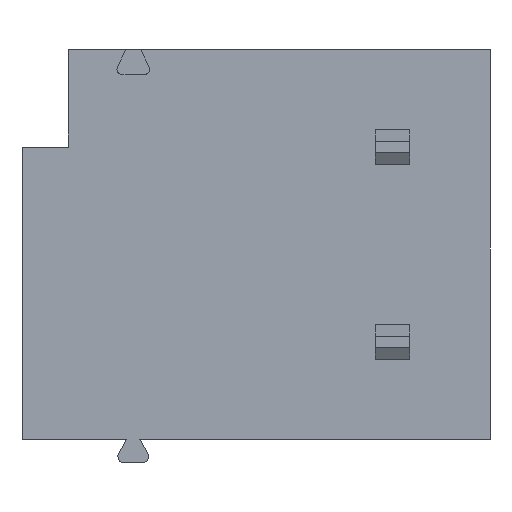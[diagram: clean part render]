
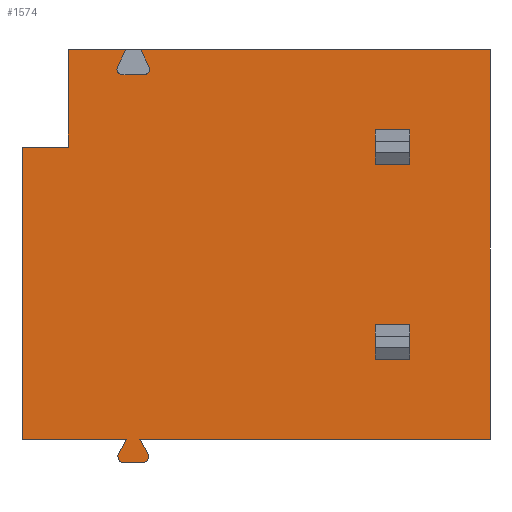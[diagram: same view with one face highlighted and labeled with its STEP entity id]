
A CAD part, front view. The second image highlights one B-rep face of the part: STEP entity #1574.
In plain terms, the highlighted planar face has unit normal (0, -1, 0).
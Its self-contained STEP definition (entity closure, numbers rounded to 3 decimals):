
#69=DIRECTION('',(1.,0.,0.));
#70=VECTOR('',#69,9.11);
#71=CARTESIAN_POINT('',(-3.27,-17.199,7.62));
#72=LINE('',#71,#70);
#85=DIRECTION('',(1.,0.,0.));
#86=VECTOR('',#85,1.51);
#87=CARTESIAN_POINT('',(-5.16,-17.199,7.62));
#88=LINE('',#87,#86);
#93=DIRECTION('',(1.,0.,0.));
#94=VECTOR('',#93,1.2);
#95=CARTESIAN_POINT('',(-6.36,-17.199,5.08));
#96=LINE('',#95,#94);
#97=DIRECTION('',(0.,0.,-1.));
#98=VECTOR('',#97,2.54);
#99=CARTESIAN_POINT('',(-5.16,-17.199,7.62));
#100=LINE('',#99,#98);
#101=DIRECTION('',(-0.432,0.,-0.902));
#102=VECTOR('',#101,0.514);
#103=CARTESIAN_POINT('',(-3.65,-17.199,7.62));
#104=LINE('',#103,#102);
#105=CARTESIAN_POINT('',(-3.755,-17.199,7.1));
#106=DIRECTION('',(0.,-1.,0.));
#107=DIRECTION('',(-0.902,0.,0.432));
#108=AXIS2_PLACEMENT_3D('',#105,#106,#107);
#110=DIRECTION('',(1.,0.,0.));
#111=VECTOR('',#110,0.59);
#112=CARTESIAN_POINT('',(-3.755,-17.199,6.97));
#113=LINE('',#112,#111);
#114=CARTESIAN_POINT('',(-3.165,-17.199,7.1));
#115=DIRECTION('',(0.,-1.,0.));
#116=DIRECTION('',(0.,0.,-1.));
#117=AXIS2_PLACEMENT_3D('',#114,#115,#116);
#119=DIRECTION('',(-0.432,0.,0.902));
#120=VECTOR('',#119,0.514);
#121=CARTESIAN_POINT('',(-3.048,-17.199,7.156));
#122=LINE('',#121,#120);
#123=DIRECTION('',(-0.48,0.,0.877));
#124=VECTOR('',#123,0.431);
#125=CARTESIAN_POINT('',(-3.078,-17.199,
-2.918));
#126=LINE('',#125,#124);
#127=CARTESIAN_POINT('',(-3.21,-17.199,
-2.99));
#128=DIRECTION('',(0.,-1.,0.));
#129=DIRECTION('',(0.,0.,-1.));
#130=AXIS2_PLACEMENT_3D('',#127,#128,#129);
#132=DIRECTION('',(1.,0.,0.));
#133=VECTOR('',#132,0.5);
#134=CARTESIAN_POINT('',(-3.71,-17.199,
-3.14));
#135=LINE('',#134,#133);
#136=CARTESIAN_POINT('',(-3.71,-17.199,
-2.99));
#137=DIRECTION('',(0.,-1.,0.));
#138=DIRECTION('',(-0.877,0.,0.48));
#139=AXIS2_PLACEMENT_3D('',#136,#137,#138);
#141=DIRECTION('',(-0.48,0.,-0.877));
#142=VECTOR('',#141,0.431);
#143=CARTESIAN_POINT('',(-3.635,-17.199,-2.54));
#144=LINE('',#143,#142);
#145=DIRECTION('',(0.,0.,-1.));
#146=VECTOR('',#145,7.62);
#147=CARTESIAN_POINT('',(-6.36,-17.199,5.08));
#148=LINE('',#147,#146);
#149=DIRECTION('',(1.,0.,0.));
#150=VECTOR('',#149,0.9);
#151=CARTESIAN_POINT('',(2.85,-17.199,-0.45));
#152=LINE('',#151,#150);
#153=DIRECTION('',(0.,0.,1.));
#154=VECTOR('',#153,0.9);
#155=CARTESIAN_POINT('',(3.75,-17.199,-0.45));
#156=LINE('',#155,#154);
#157=DIRECTION('',(1.,0.,0.));
#158=VECTOR('',#157,0.9);
#159=CARTESIAN_POINT('',(2.85,-17.199,0.45));
#160=LINE('',#159,#158);
#161=DIRECTION('',(0.,0.,1.));
#162=VECTOR('',#161,0.9);
#163=CARTESIAN_POINT('',(2.85,-17.199,-0.45));
#164=LINE('',#163,#162);
#165=DIRECTION('',(1.,0.,0.));
#166=VECTOR('',#165,0.9);
#167=CARTESIAN_POINT('',(2.85,-17.199,4.63));
#168=LINE('',#167,#166);
#169=DIRECTION('',(0.,0.,1.));
#170=VECTOR('',#169,0.9);
#171=CARTESIAN_POINT('',(3.75,-17.199,4.63));
#172=LINE('',#171,#170);
#173=DIRECTION('',(1.,0.,0.));
#174=VECTOR('',#173,0.9);
#175=CARTESIAN_POINT('',(2.85,-17.199,5.53));
#176=LINE('',#175,#174);
#177=DIRECTION('',(0.,0.,1.));
#178=VECTOR('',#177,0.9);
#179=CARTESIAN_POINT('',(2.85,-17.199,4.63));
#180=LINE('',#179,#178);
#197=DIRECTION('',(1.,0.,0.));
#198=VECTOR('',#197,9.125);
#199=CARTESIAN_POINT('',(-3.285,-17.199,-2.54));
#200=LINE('',#199,#198);
#257=DIRECTION('',(1.,0.,0.));
#258=VECTOR('',#257,2.725);
#259=CARTESIAN_POINT('',(-6.36,-17.199,-2.54));
#260=LINE('',#259,#258);
#343=DIRECTION('',(0.,0.,-1.));
#344=VECTOR('',#343,10.16);
#345=CARTESIAN_POINT('',(5.84,-17.199,7.62));
#346=LINE('',#345,#344);
#1121=CARTESIAN_POINT('',(5.84,-17.199,7.62));
#1123=VERTEX_POINT('',#1121);
#1145=CARTESIAN_POINT('',(5.84,-17.199,-2.54));
#1147=VERTEX_POINT('',#1145);
#1171=CARTESIAN_POINT('',(-6.36,-17.199,-2.54));
#1172=VERTEX_POINT('',#1171);
#1213=CARTESIAN_POINT('',(-3.71,-17.199,
-3.14));
#1214=CARTESIAN_POINT('',(-3.21,-17.199,
-3.14));
#1215=VERTEX_POINT('',#1213);
#1216=VERTEX_POINT('',#1214);
#1217=CARTESIAN_POINT('',(-3.078,-17.199,
-2.918));
#1218=VERTEX_POINT('',#1217);
#1219=CARTESIAN_POINT('',(-3.842,-17.199,
-2.918));
#1220=VERTEX_POINT('',#1219);
#1221=CARTESIAN_POINT('',(-3.635,-17.199,-2.54));
#1222=VERTEX_POINT('',#1221);
#1223=CARTESIAN_POINT('',(-3.285,-17.199,-2.54));
#1224=VERTEX_POINT('',#1223);
#1261=CARTESIAN_POINT('',(-3.27,-17.199,7.62));
#1262=VERTEX_POINT('',#1261);
#1263=CARTESIAN_POINT('',(-3.65,-17.199,7.62));
#1264=VERTEX_POINT('',#1263);
#1265=CARTESIAN_POINT('',(-3.048,-17.199,
7.156));
#1266=VERTEX_POINT('',#1265);
#1267=CARTESIAN_POINT('',(-3.872,-17.199,
7.156));
#1268=VERTEX_POINT('',#1267);
#1269=CARTESIAN_POINT('',(-3.755,-17.199,
6.97));
#1270=VERTEX_POINT('',#1269);
#1271=CARTESIAN_POINT('',(-3.165,-17.199,
6.97));
#1272=VERTEX_POINT('',#1271);
#1273=CARTESIAN_POINT('',(-5.16,-17.199,7.62));
#1275=VERTEX_POINT('',#1273);
#1277=CARTESIAN_POINT('',(-6.36,-17.199,
5.08));
#1278=CARTESIAN_POINT('',(-5.16,-17.199,
5.08));
#1279=VERTEX_POINT('',#1277);
#1280=VERTEX_POINT('',#1278);
#1323=CARTESIAN_POINT('',(2.85,-17.199,-0.45));
#1324=CARTESIAN_POINT('',(3.75,-17.199,-0.45));
#1325=VERTEX_POINT('',#1323);
#1326=VERTEX_POINT('',#1324);
#1327=CARTESIAN_POINT('',(2.85,-17.199,0.45));
#1328=CARTESIAN_POINT('',(3.75,-17.199,0.45));
#1329=VERTEX_POINT('',#1327);
#1330=VERTEX_POINT('',#1328);
#1425=CARTESIAN_POINT('',(2.85,-17.199,4.63));
#1426=CARTESIAN_POINT('',(3.75,-17.199,4.63));
#1427=VERTEX_POINT('',#1425);
#1428=VERTEX_POINT('',#1426);
#1429=CARTESIAN_POINT('',(2.85,-17.199,5.53));
#1430=CARTESIAN_POINT('',(3.75,-17.199,5.53));
#1431=VERTEX_POINT('',#1429);
#1432=VERTEX_POINT('',#1430);
#1514=CARTESIAN_POINT('',(-6.36,-17.199,7.62));
#1515=DIRECTION('',(0.,-1.,0.));
#1516=DIRECTION('',(1.,0.,0.));
#1517=AXIS2_PLACEMENT_3D('',#1514,#1515,#1516);
#1518=PLANE('',#1517);
#1520=ORIENTED_EDGE('',*,*,#1519,.T.);
#1521=ORIENTED_EDGE('',*,*,#1505,.F.);
#1522=ORIENTED_EDGE('',*,*,#1494,.T.);
#1524=ORIENTED_EDGE('',*,*,#1523,.T.);
#1526=ORIENTED_EDGE('',*,*,#1525,.T.);
#1528=ORIENTED_EDGE('',*,*,#1527,.T.);
#1530=ORIENTED_EDGE('',*,*,#1529,.T.);
#1532=ORIENTED_EDGE('',*,*,#1531,.T.);
#1533=ORIENTED_EDGE('',*,*,#1486,.T.);
#1535=ORIENTED_EDGE('',*,*,#1534,.T.);
#1537=ORIENTED_EDGE('',*,*,#1536,.F.);
#1539=ORIENTED_EDGE('',*,*,#1538,.F.);
#1541=ORIENTED_EDGE('',*,*,#1540,.F.);
#1543=ORIENTED_EDGE('',*,*,#1542,.F.);
#1545=ORIENTED_EDGE('',*,*,#1544,.F.);
#1547=ORIENTED_EDGE('',*,*,#1546,.F.);
#1549=ORIENTED_EDGE('',*,*,#1548,.F.);
#1551=ORIENTED_EDGE('',*,*,#1550,.F.);
#1552=EDGE_LOOP('',(#1520,#1521,#1522,#1524,#1526,#1528,#1530,#1532,#1533,#1535,
#1537,#1539,#1541,#1543,#1545,#1547,#1549,#1551));
#1553=FACE_OUTER_BOUND('',#1552,.F.);
#1555=ORIENTED_EDGE('',*,*,#1554,.T.);
#1557=ORIENTED_EDGE('',*,*,#1556,.T.);
#1559=ORIENTED_EDGE('',*,*,#1558,.F.);
#1561=ORIENTED_EDGE('',*,*,#1560,.F.);
#1562=EDGE_LOOP('',(#1555,#1557,#1559,#1561));
#1563=FACE_BOUND('',#1562,.F.);
#1565=ORIENTED_EDGE('',*,*,#1564,.T.);
#1567=ORIENTED_EDGE('',*,*,#1566,.T.);
#1569=ORIENTED_EDGE('',*,*,#1568,.F.);
#1571=ORIENTED_EDGE('',*,*,#1570,.F.);
#1572=EDGE_LOOP('',(#1565,#1567,#1569,#1571));
#1573=FACE_BOUND('',#1572,.F.);
#109=CIRCLE('',#108,0.13);
#118=CIRCLE('',#117,0.13);
#131=CIRCLE('',#130,0.15);
#140=CIRCLE('',#139,0.15);
#1486=EDGE_CURVE('',#1262,#1123,#72,.T.);
#1494=EDGE_CURVE('',#1275,#1264,#88,.T.);
#1505=EDGE_CURVE('',#1275,#1280,#100,.T.);
#1519=EDGE_CURVE('',#1279,#1280,#96,.T.);
#1523=EDGE_CURVE('',#1264,#1268,#104,.T.);
#1525=EDGE_CURVE('',#1268,#1270,#109,.T.);
#1527=EDGE_CURVE('',#1270,#1272,#113,.T.);
#1529=EDGE_CURVE('',#1272,#1266,#118,.T.);
#1531=EDGE_CURVE('',#1266,#1262,#122,.T.);
#1534=EDGE_CURVE('',#1123,#1147,#346,.T.);
#1536=EDGE_CURVE('',#1224,#1147,#200,.T.);
#1538=EDGE_CURVE('',#1218,#1224,#126,.T.);
#1540=EDGE_CURVE('',#1216,#1218,#131,.T.);
#1542=EDGE_CURVE('',#1215,#1216,#135,.T.);
#1544=EDGE_CURVE('',#1220,#1215,#140,.T.);
#1546=EDGE_CURVE('',#1222,#1220,#144,.T.);
#1548=EDGE_CURVE('',#1172,#1222,#260,.T.);
#1550=EDGE_CURVE('',#1279,#1172,#148,.T.);
#1554=EDGE_CURVE('',#1325,#1326,#152,.T.);
#1556=EDGE_CURVE('',#1326,#1330,#156,.T.);
#1558=EDGE_CURVE('',#1329,#1330,#160,.T.);
#1560=EDGE_CURVE('',#1325,#1329,#164,.T.);
#1564=EDGE_CURVE('',#1427,#1428,#168,.T.);
#1566=EDGE_CURVE('',#1428,#1432,#172,.T.);
#1568=EDGE_CURVE('',#1431,#1432,#176,.T.);
#1570=EDGE_CURVE('',#1427,#1431,#180,.T.);
#1574=ADVANCED_FACE('',(#1553,#1563,#1573),#1518,.T.);
